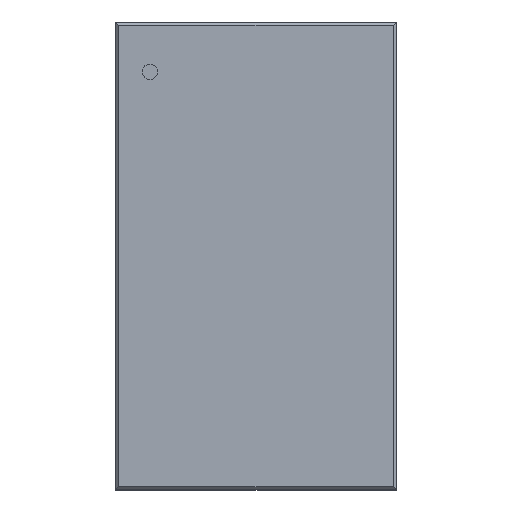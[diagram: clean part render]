
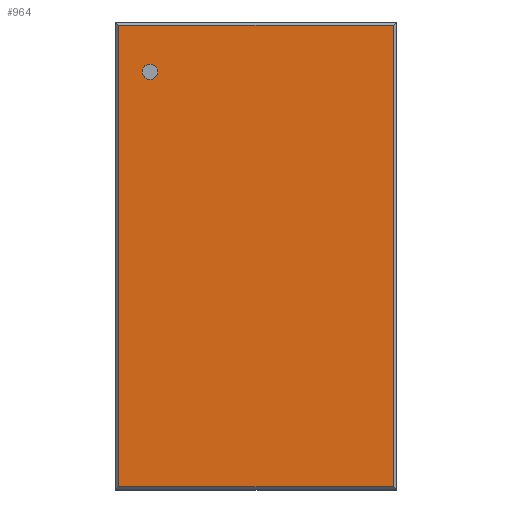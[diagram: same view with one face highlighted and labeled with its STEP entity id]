
A CAD part, top view. The second image highlights one B-rep face of the part: STEP entity #964.
In plain terms, the highlighted planar face has unit normal (0, 0, 1).
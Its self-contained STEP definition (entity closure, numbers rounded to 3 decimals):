
#672=CARTESIAN_POINT('',(-3.15,5.9,4.42));
#673=VERTEX_POINT('',#672);
#689=CARTESIAN_POINT('',(-3.65,5.9,4.42));
#690=VERTEX_POINT('',#689);
#697=CARTESIAN_POINT('',(-3.4,5.9,4.42));
#698=DIRECTION('',(0.0,0.0,-1.0));
#699=DIRECTION('',(1.0,0.0,0.0));
#700=AXIS2_PLACEMENT_3D('',#697,#698,#699);
#701=CIRCLE('',#700,0.25);
#702=EDGE_CURVE('',#673,#690,#701,.T.);
#837=CARTESIAN_POINT('',(-3.4,5.9,4.42));
#838=DIRECTION('',(0.0,0.0,-1.0));
#839=DIRECTION('',(1.0,0.0,0.0));
#840=AXIS2_PLACEMENT_3D('',#837,#838,#839);
#841=CIRCLE('',#840,0.25);
#842=EDGE_CURVE('',#690,#673,#841,.T.);
#870=CARTESIAN_POINT('',(4.4,-7.4,4.42));
#871=VERTEX_POINT('',#870);
#872=CARTESIAN_POINT('',(-4.4,-7.4,4.42));
#873=VERTEX_POINT('',#872);
#874=CARTESIAN_POINT('',(4.4,-7.4,4.42));
#875=DIRECTION('',(-1.0,0.0,0.0));
#876=VECTOR('',#875,8.8);
#877=LINE('',#874,#876);
#878=EDGE_CURVE('',#871,#873,#877,.T.);
#901=CARTESIAN_POINT('',(4.4,7.4,4.42));
#902=VERTEX_POINT('',#901);
#903=CARTESIAN_POINT('',(4.4,7.4,4.42));
#904=DIRECTION('',(0.0,-1.0,0.0));
#905=VECTOR('',#904,14.8);
#906=LINE('',#903,#905);
#907=EDGE_CURVE('',#902,#871,#906,.T.);
#925=CARTESIAN_POINT('',(-4.4,7.4,4.42));
#926=VERTEX_POINT('',#925);
#927=CARTESIAN_POINT('',(-4.4,-7.4,4.42));
#928=DIRECTION('',(0.0,1.0,0.0));
#929=VECTOR('',#928,14.8);
#930=LINE('',#927,#929);
#931=EDGE_CURVE('',#873,#926,#930,.T.);
#944=CARTESIAN_POINT('',(0.,0.,4.42));
#945=DIRECTION('',(0.0,0.0,1.0));
#946=DIRECTION('',(1.0,0.0,0.0));
#947=AXIS2_PLACEMENT_3D('',#944,#945,#946);
#948=PLANE('',#947);
#949=ORIENTED_EDGE('',*,*,#907,.F.);
#950=CARTESIAN_POINT('',(-4.4,7.4,4.42));
#951=DIRECTION('',(1.0,0.0,0.0));
#952=VECTOR('',#951,8.8);
#953=LINE('',#950,#952);
#954=EDGE_CURVE('',#926,#902,#953,.T.);
#955=ORIENTED_EDGE('',*,*,#954,.F.);
#956=ORIENTED_EDGE('',*,*,#931,.F.);
#957=ORIENTED_EDGE('',*,*,#878,.F.);
#958=EDGE_LOOP('',(#949,#955,#956,#957));
#959=FACE_OUTER_BOUND('',#958,.T.);
#960=ORIENTED_EDGE('',*,*,#702,.T.);
#961=ORIENTED_EDGE('',*,*,#842,.T.);
#962=EDGE_LOOP('',(#960,#961));
#963=FACE_BOUND('',#962,.T.);
#964=ADVANCED_FACE('',(#959,#963),#948,.T.);
